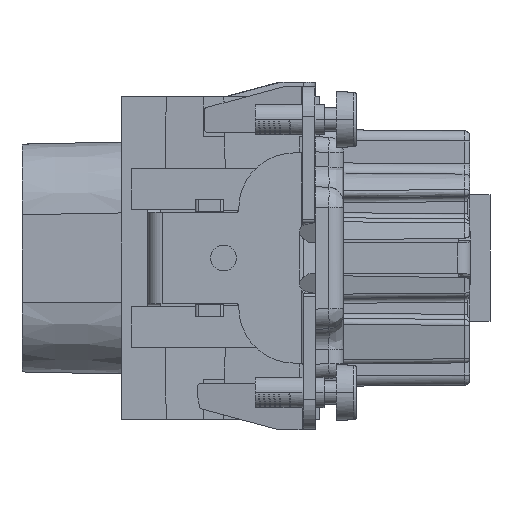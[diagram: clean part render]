
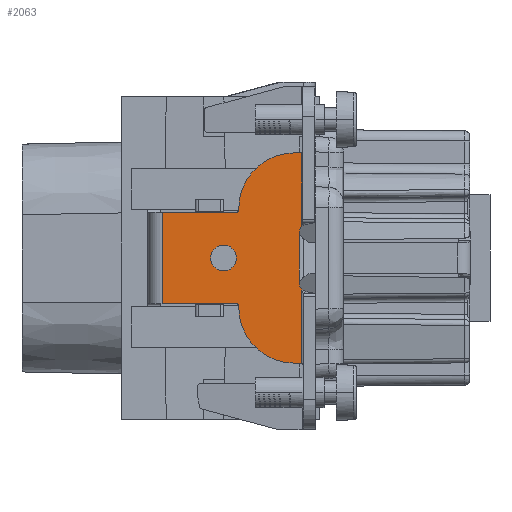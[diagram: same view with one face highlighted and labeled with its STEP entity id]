
A CAD part, left-side view. The second image highlights one B-rep face of the part: STEP entity #2063.
In plain terms, the highlighted planar face has unit normal (-1, 0, 0).
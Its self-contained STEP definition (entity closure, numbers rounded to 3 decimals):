
#1304=FACE_BOUND('',#9556,.T.);
#1305=FACE_BOUND('',#9557,.T.);
#2063=ADVANCED_FACE('',(#1304,#1305),#4705,.T.);
#4705=PLANE('',#54240);
#9556=EDGE_LOOP('',(#17155,#17156,#17157,#17158,#17159,#17160,#17161,#17162,
#17163,#17164,#17165,#17166,#17167,#17168,#17169,#17170,#17171,#17172,#17173,
#17174));
#9557=EDGE_LOOP('',(#17175,#17176));
#12448=CIRCLE('',#54231,1.);
#12449=CIRCLE('',#54233,5.5);
#12450=CIRCLE('',#54234,0.3);
#12451=CIRCLE('',#54235,0.3);
#12452=CIRCLE('',#54236,5.5);
#12453=CIRCLE('',#54237,1.);
#12454=CIRCLE('',#54238,1.275);
#12455=CIRCLE('',#54239,1.275);
#17155=ORIENTED_EDGE('',*,*,#36615,.T.);
#17156=ORIENTED_EDGE('',*,*,#36616,.T.);
#17157=ORIENTED_EDGE('',*,*,#36617,.T.);
#17158=ORIENTED_EDGE('',*,*,#36618,.T.);
#17159=ORIENTED_EDGE('',*,*,#36619,.T.);
#17160=ORIENTED_EDGE('',*,*,#36620,.T.);
#17161=ORIENTED_EDGE('',*,*,#36621,.T.);
#17162=ORIENTED_EDGE('',*,*,#36622,.T.);
#17163=ORIENTED_EDGE('',*,*,#36623,.T.);
#17164=ORIENTED_EDGE('',*,*,#36624,.F.);
#17165=ORIENTED_EDGE('',*,*,#36625,.T.);
#17166=ORIENTED_EDGE('',*,*,#36626,.F.);
#17167=ORIENTED_EDGE('',*,*,#36627,.T.);
#17168=ORIENTED_EDGE('',*,*,#36628,.T.);
#17169=ORIENTED_EDGE('',*,*,#36629,.T.);
#17170=ORIENTED_EDGE('',*,*,#36630,.T.);
#17171=ORIENTED_EDGE('',*,*,#36631,.T.);
#17172=ORIENTED_EDGE('',*,*,#36632,.T.);
#17173=ORIENTED_EDGE('',*,*,#36633,.T.);
#17174=ORIENTED_EDGE('',*,*,#36634,.T.);
#17175=ORIENTED_EDGE('',*,*,#36635,.T.);
#17176=ORIENTED_EDGE('',*,*,#36636,.T.);
#31128=VERTEX_POINT('',#78523);
#31131=VERTEX_POINT('',#78564);
#31132=VERTEX_POINT('',#78568);
#31133=VERTEX_POINT('',#78570);
#31134=VERTEX_POINT('',#78572);
#31135=VERTEX_POINT('',#78574);
#31136=VERTEX_POINT('',#78576);
#31137=VERTEX_POINT('',#78578);
#31138=VERTEX_POINT('',#78580);
#31139=VERTEX_POINT('',#78582);
#31140=VERTEX_POINT('',#78584);
#31141=VERTEX_POINT('',#78586);
#31142=VERTEX_POINT('',#78588);
#31143=VERTEX_POINT('',#78590);
#31144=VERTEX_POINT('',#78592);
#31145=VERTEX_POINT('',#78594);
#31146=VERTEX_POINT('',#78596);
#31147=VERTEX_POINT('',#78598);
#31148=VERTEX_POINT('',#78600);
#31149=VERTEX_POINT('',#78602);
#31150=VERTEX_POINT('',#78605);
#31151=VERTEX_POINT('',#78606);
#36615=EDGE_CURVE('',#31128,#31131,#12448,.T.);
#36616=EDGE_CURVE('',#31131,#31132,#43774,.T.);
#36617=EDGE_CURVE('',#31132,#31133,#43775,.T.);
#36618=EDGE_CURVE('',#31133,#31134,#12449,.T.);
#36619=EDGE_CURVE('',#31134,#31135,#43776,.T.);
#36620=EDGE_CURVE('',#31135,#31136,#12450,.T.);
#36621=EDGE_CURVE('',#31136,#31137,#43777,.T.);
#36622=EDGE_CURVE('',#31137,#31138,#43778,.T.);
#36623=EDGE_CURVE('',#31138,#31139,#43779,.T.);
#36624=EDGE_CURVE('',#31140,#31139,#43780,.T.);
#36625=EDGE_CURVE('',#31140,#31141,#43781,.T.);
#36626=EDGE_CURVE('',#31142,#31141,#43782,.T.);
#36627=EDGE_CURVE('',#31142,#31143,#43783,.T.);
#36628=EDGE_CURVE('',#31143,#31144,#12451,.T.);
#36629=EDGE_CURVE('',#31144,#31145,#43784,.T.);
#36630=EDGE_CURVE('',#31145,#31146,#12452,.T.);
#36631=EDGE_CURVE('',#31146,#31147,#43785,.T.);
#36632=EDGE_CURVE('',#31147,#31148,#43786,.T.);
#36633=EDGE_CURVE('',#31148,#31149,#12453,.T.);
#36634=EDGE_CURVE('',#31149,#31128,#43787,.T.);
#36635=EDGE_CURVE('',#31150,#31151,#12454,.T.);
#36636=EDGE_CURVE('',#31151,#31150,#12455,.T.);
#43774=LINE('',#78567,#49256);
#43775=LINE('',#78569,#49257);
#43776=LINE('',#78573,#49258);
#43777=LINE('',#78577,#49259);
#43778=LINE('',#78579,#49260);
#43779=LINE('',#78581,#49261);
#43780=LINE('',#78583,#49262);
#43781=LINE('',#78585,#49263);
#43782=LINE('',#78587,#49264);
#43783=LINE('',#78589,#49265);
#43784=LINE('',#78593,#49266);
#43785=LINE('',#78597,#49267);
#43786=LINE('',#78599,#49268);
#43787=LINE('',#78603,#49269);
#49256=VECTOR('',#60619,1.);
#49257=VECTOR('',#60620,1.);
#49258=VECTOR('',#60623,1.);
#49259=VECTOR('',#60626,1.);
#49260=VECTOR('',#60627,1.);
#49261=VECTOR('',#60628,1.);
#49262=VECTOR('',#60629,1.);
#49263=VECTOR('',#60630,1.);
#49264=VECTOR('',#60631,1.);
#49265=VECTOR('',#60632,1.);
#49266=VECTOR('',#60635,1.);
#49267=VECTOR('',#60638,1.);
#49268=VECTOR('',#60639,1.);
#49269=VECTOR('',#60642,1.);
#54231=AXIS2_PLACEMENT_3D('',#78565,#60615,#60616);
#54233=AXIS2_PLACEMENT_3D('',#78571,#60621,#60622);
#54234=AXIS2_PLACEMENT_3D('',#78575,#60624,#60625);
#54235=AXIS2_PLACEMENT_3D('',#78591,#60633,#60634);
#54236=AXIS2_PLACEMENT_3D('',#78595,#60636,#60637);
#54237=AXIS2_PLACEMENT_3D('',#78601,#60640,#60641);
#54238=AXIS2_PLACEMENT_3D('',#78604,#60643,#60644);
#54239=AXIS2_PLACEMENT_3D('',#78607,#60645,#60646);
#54240=AXIS2_PLACEMENT_3D('',#78608,#60647,#60648);
#60615=DIRECTION('',(1.,0.,0.));
#60616=DIRECTION('',(0.,1.,0.));
#60619=DIRECTION('',(0.,0.,1.));
#60620=DIRECTION('',(0.,1.,0.));
#60621=DIRECTION('',(-1.,0.,0.));
#60622=DIRECTION('',(0.,0.,1.));
#60623=DIRECTION('',(0.,0.,-1.));
#60624=DIRECTION('',(1.,0.,0.));
#60625=DIRECTION('',(0.,-1.,0.));
#60626=DIRECTION('',(0.,1.,0.));
#60627=DIRECTION('',(0.,1.,0.));
#60628=DIRECTION('',(0.,1.,0.));
#60629=DIRECTION('',(0.,0.,1.));
#60630=DIRECTION('',(0.,-1.,0.));
#60631=DIRECTION('',(0.,1.,0.));
#60632=DIRECTION('',(0.,-1.,0.));
#60633=DIRECTION('',(1.,0.,0.));
#60634=DIRECTION('',(0.,0.,1.));
#60635=DIRECTION('',(0.,0.,-1.));
#60636=DIRECTION('',(-1.,0.,0.));
#60637=DIRECTION('',(0.,1.,0.));
#60638=DIRECTION('',(0.,-1.,0.));
#60639=DIRECTION('',(0.,0.,1.));
#60640=DIRECTION('',(1.,0.,0.));
#60641=DIRECTION('',(0.,0.743,-0.669));
#60642=DIRECTION('',(0.,0.,1.));
#60643=DIRECTION('',(1.,0.,0.));
#60644=DIRECTION('',(0.,0.,-1.));
#60645=DIRECTION('',(1.,0.,0.));
#60646=DIRECTION('',(0.,0.,1.));
#60647=DIRECTION('',(-1.,0.,0.));
#60648=DIRECTION('',(0.,0.,-1.));
#78523=CARTESIAN_POINT('',(-46.407,4.357,2.5));
#78564=CARTESIAN_POINT('',(-46.407,4.114,3.153));
#78565=CARTESIAN_POINT('',(-46.407,3.357,2.5));
#78567=CARTESIAN_POINT('',(-46.407,4.114,3.153));
#78568=CARTESIAN_POINT('',(-46.407,4.114,10.4));
#78569=CARTESIAN_POINT('',(-46.407,4.114,10.4));
#78570=CARTESIAN_POINT('',(-46.407,4.857,10.4));
#78571=CARTESIAN_POINT('',(-46.407,4.857,4.9));
#78572=CARTESIAN_POINT('',(-46.407,10.357,4.9));
#78573=CARTESIAN_POINT('',(-46.407,10.357,4.9));
#78574=CARTESIAN_POINT('',(-46.407,10.357,4.8));
#78575=CARTESIAN_POINT('',(-46.407,10.657,4.8));
#78576=CARTESIAN_POINT('',(-46.407,10.657,4.5));
#78577=CARTESIAN_POINT('',(-46.407,10.657,4.5));
#78578=CARTESIAN_POINT('',(-46.407,11.857,4.5));
#78579=CARTESIAN_POINT('',(-46.407,11.857,4.5));
#78580=CARTESIAN_POINT('',(-46.407,14.657,4.5));
#78581=CARTESIAN_POINT('',(-46.407,14.657,4.5));
#78582=CARTESIAN_POINT('',(-46.407,17.943,4.5));
#78583=CARTESIAN_POINT('',(-46.407,17.943,-4.5));
#78584=CARTESIAN_POINT('',(-46.407,17.943,-4.5));
#78585=CARTESIAN_POINT('',(-46.407,17.943,-4.5));
#78586=CARTESIAN_POINT('',(-46.407,14.657,-4.5));
#78587=CARTESIAN_POINT('',(-46.407,11.857,-4.5));
#78588=CARTESIAN_POINT('',(-46.407,11.857,-4.5));
#78589=CARTESIAN_POINT('',(-46.407,11.857,-4.5));
#78590=CARTESIAN_POINT('',(-46.407,10.657,-4.5));
#78591=CARTESIAN_POINT('',(-46.407,10.657,-4.8));
#78592=CARTESIAN_POINT('',(-46.407,10.357,-4.8));
#78593=CARTESIAN_POINT('',(-46.407,10.357,-4.8));
#78594=CARTESIAN_POINT('',(-46.407,10.357,-4.9));
#78595=CARTESIAN_POINT('',(-46.407,4.857,-4.9));
#78596=CARTESIAN_POINT('',(-46.407,4.857,-10.4));
#78597=CARTESIAN_POINT('',(-46.407,4.857,-10.4));
#78598=CARTESIAN_POINT('',(-46.407,4.1,-10.4));
#78599=CARTESIAN_POINT('',(-46.407,4.1,-10.4));
#78600=CARTESIAN_POINT('',(-46.407,4.1,-3.169));
#78601=CARTESIAN_POINT('',(-46.407,3.357,-2.5));
#78602=CARTESIAN_POINT('',(-46.407,4.357,-2.48));
#78603=CARTESIAN_POINT('',(-46.407,4.357,-2.48));
#78604=CARTESIAN_POINT('',(-46.407,11.857,0.));
#78605=CARTESIAN_POINT('',(-46.407,11.857,-1.275));
#78606=CARTESIAN_POINT('',(-46.407,11.857,1.275));
#78607=CARTESIAN_POINT('',(-46.407,11.857,0.));
#78608=CARTESIAN_POINT('',(-46.407,4.028,-0.694));
